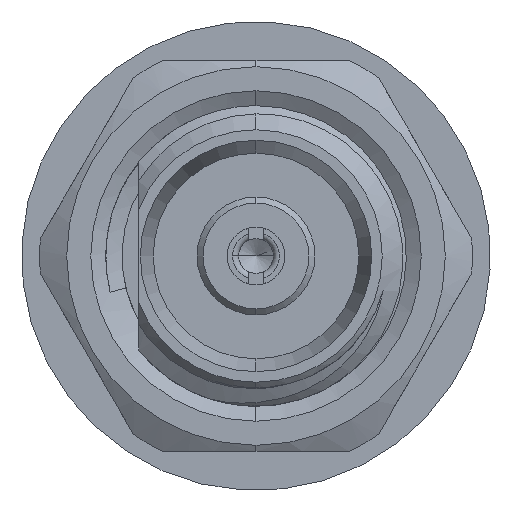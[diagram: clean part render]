
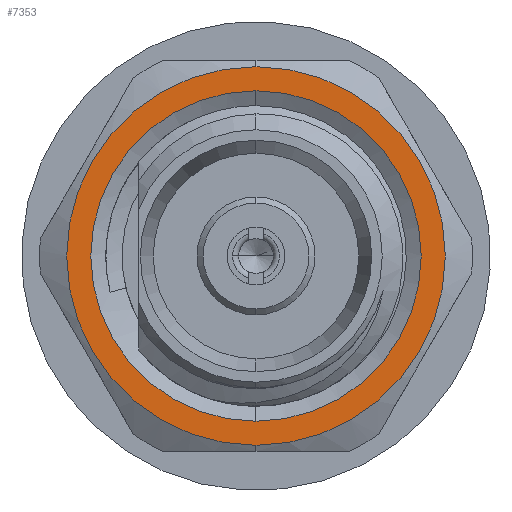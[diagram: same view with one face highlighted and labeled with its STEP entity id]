
A CAD part, left-side view. The second image highlights one B-rep face of the part: STEP entity #7353.
In plain terms, the highlighted planar face has unit normal (-1, 0, 0).
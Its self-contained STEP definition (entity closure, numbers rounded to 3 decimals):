
#153 = VERTEX_POINT ( 'NONE', #4102 ) ;
#639 = ORIENTED_EDGE ( 'NONE', *, *, #4557, .T. ) ;
#1365 = AXIS2_PLACEMENT_3D ( 'NONE', #6281, #15332, #7571 ) ;
#1646 = ORIENTED_EDGE ( 'NONE', *, *, #1658, .F. ) ;
#1658 = EDGE_CURVE ( 'NONE', #13610, #13226, #9082, .T. ) ;
#1660 = CIRCLE ( 'NONE', #7390, 2.749 ) ;
#2019 = DIRECTION ( 'NONE',  ( 1., 0., 0. ) ) ;
#2936 = DIRECTION ( 'NONE',  ( -1., 0., 0. ) ) ;
#3746 = DIRECTION ( 'NONE',  ( 0., 0., 1. ) ) ;
#4102 = CARTESIAN_POINT ( 'NONE',  ( 1.399, 0., -2.749 ) ) ;
#4442 = AXIS2_PLACEMENT_3D ( 'NONE', #13104, #5369, #14399 ) ;
#4557 = EDGE_CURVE ( 'NONE', #6990, #153, #1660, .T. ) ;
#5266 = EDGE_LOOP ( 'NONE', ( #639, #10402 ) ) ;
#5369 = DIRECTION ( 'NONE',  ( 1., 0., 0. ) ) ;
#5893 = ORIENTED_EDGE ( 'NONE', *, *, #12541, .F. ) ;
#6030 = DIRECTION ( 'NONE',  ( 1., 0., 0. ) ) ;
#6225 = CARTESIAN_POINT ( 'NONE',  ( 1.399, 0., 2.749 ) ) ;
#6281 = CARTESIAN_POINT ( 'NONE',  ( 1.399, 0., 0. ) ) ;
#6408 = CARTESIAN_POINT ( 'NONE',  ( 1.399, 0., 0. ) ) ;
#6990 = VERTEX_POINT ( 'NONE', #6225 ) ;
#7353 = ADVANCED_FACE ( 'NONE', ( #11069, #8015 ), #10552, .T. ) ;
#7390 = AXIS2_PLACEMENT_3D ( 'NONE', #16044, #2019, #3746 ) ;
#7571 = DIRECTION ( 'NONE',  ( 0., 0., 1. ) ) ;
#8015 = FACE_OUTER_BOUND ( 'NONE', #8441, .T. ) ;
#8441 = EDGE_LOOP ( 'NONE', ( #5893, #1646 ) ) ;
#9082 = CIRCLE ( 'NONE', #12893, 3.15 ) ;
#9507 = AXIS2_PLACEMENT_3D ( 'NONE', #10612, #2936, #11915 ) ;
#10402 = ORIENTED_EDGE ( 'NONE', *, *, #12324, .T. ) ;
#10552 = PLANE ( 'NONE',  #9507 ) ;
#10612 = CARTESIAN_POINT ( 'NONE',  ( 1.399, 0., 0. ) ) ;
#11069 = FACE_BOUND ( 'NONE', #5266, .T. ) ;
#11256 = CARTESIAN_POINT ( 'NONE',  ( 1.399, 0., 3.15 ) ) ;
#11915 = DIRECTION ( 'NONE',  ( 0., 0., 1. ) ) ;
#12096 = CIRCLE ( 'NONE', #1365, 2.749 ) ;
#12324 = EDGE_CURVE ( 'NONE', #153, #6990, #12096, .T. ) ;
#12541 = EDGE_CURVE ( 'NONE', #13226, #13610, #14094, .T. ) ;
#12893 = AXIS2_PLACEMENT_3D ( 'NONE', #6408, #6030, #15066 ) ;
#13104 = CARTESIAN_POINT ( 'NONE',  ( 1.399, 0., 0. ) ) ;
#13121 = CARTESIAN_POINT ( 'NONE',  ( 1.399, 0., -3.15 ) ) ;
#13226 = VERTEX_POINT ( 'NONE', #13121 ) ;
#13610 = VERTEX_POINT ( 'NONE', #11256 ) ;
#14094 = CIRCLE ( 'NONE', #4442, 3.15 ) ;
#14399 = DIRECTION ( 'NONE',  ( 0., 0., -1. ) ) ;
#15066 = DIRECTION ( 'NONE',  ( 0., 0., -1. ) ) ;
#15332 = DIRECTION ( 'NONE',  ( 1., 0., 0. ) ) ;
#16044 = CARTESIAN_POINT ( 'NONE',  ( 1.399, 0., 0. ) ) ;
